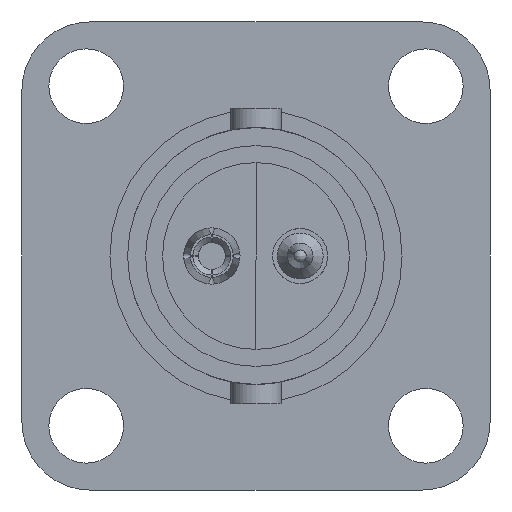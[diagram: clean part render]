
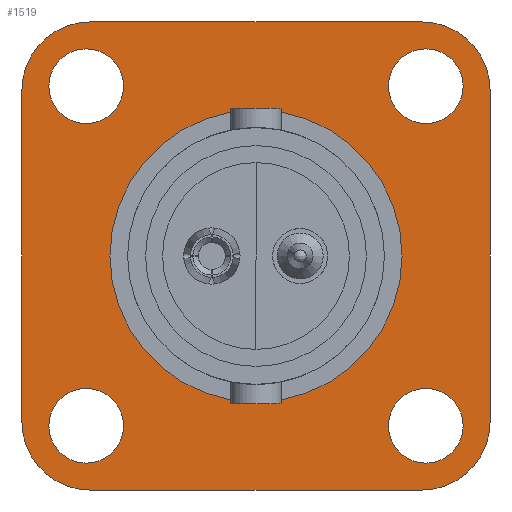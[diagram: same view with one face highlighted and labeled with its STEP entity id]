
A CAD part, left-side view. The second image highlights one B-rep face of the part: STEP entity #1519.
In plain terms, the highlighted planar face has unit normal (-1, 0, 0).
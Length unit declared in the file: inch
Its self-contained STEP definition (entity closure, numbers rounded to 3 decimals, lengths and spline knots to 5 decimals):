
#31 = CIRCLE ( 'NONE', #2680, 0.1 ) ;
#74 = DIRECTION ( 'NONE',  ( 1., 0., 0. ) ) ;
#91 = CARTESIAN_POINT ( 'NONE',  ( 0.62238, 0.24449, -0.24449 ) ) ;
#105 = FACE_BOUND ( 'NONE', #1325, .T. ) ;
#120 = FACE_BOUND ( 'NONE', #1475, .T. ) ;
#135 = CARTESIAN_POINT ( 'NONE',  ( 0.62238, 0.25, 0.25 ) ) ;
#164 = VERTEX_POINT ( 'NONE', #1156 ) ;
#201 = ORIENTED_EDGE ( 'NONE', *, *, #2387, .T. ) ;
#229 = CIRCLE ( 'NONE', #1357, 0.055 ) ;
#253 = CARTESIAN_POINT ( 'NONE',  ( 0.62238, 0.25, -0.195 ) ) ;
#264 = DIRECTION ( 'NONE',  ( 0., 0., 1. ) ) ;
#272 = EDGE_CURVE ( 'NONE', #1023, #1023, #2170, .T. ) ;
#314 = ORIENTED_EDGE ( 'NONE', *, *, #2284, .T. ) ;
#339 = PLANE ( 'NONE',  #1130 ) ;
#353 = CARTESIAN_POINT ( 'NONE',  ( 0.62238, 0.215, 0. ) ) ;
#370 = EDGE_LOOP ( 'NONE', ( #2767 ) ) ;
#386 = FACE_BOUND ( 'NONE', #1827, .T. ) ;
#439 = DIRECTION ( 'NONE',  ( 0., 0., 1. ) ) ;
#448 = DIRECTION ( 'NONE',  ( 0., 0., -1. ) ) ;
#466 = DIRECTION ( 'NONE',  ( 0., 0., 1. ) ) ;
#481 = CARTESIAN_POINT ( 'NONE',  ( 0.62238, -0.34449, -0.34449 ) ) ;
#528 = ORIENTED_EDGE ( 'NONE', *, *, #1558, .T. ) ;
#557 = CIRCLE ( 'NONE', #1022, 0.055 ) ;
#571 = DIRECTION ( 'NONE',  ( -1., 0., 0. ) ) ;
#620 = FACE_BOUND ( 'NONE', #370, .T. ) ;
#674 = EDGE_CURVE ( 'NONE', #2046, #2046, #229, .T. ) ;
#709 = VERTEX_POINT ( 'NONE', #2638 ) ;
#726 = CARTESIAN_POINT ( 'NONE',  ( 0.62238, 0., 0. ) ) ;
#740 = CARTESIAN_POINT ( 'NONE',  ( 0.62238, 0.34449, 0.24449 ) ) ;
#760 = CARTESIAN_POINT ( 'NONE',  ( 0.62238, -0.25, -0.25 ) ) ;
#807 = VERTEX_POINT ( 'NONE', #740 ) ;
#810 = EDGE_LOOP ( 'NONE', ( #893 ) ) ;
#819 = DIRECTION ( 'NONE',  ( 0., 1., 0. ) ) ;
#825 = DIRECTION ( 'NONE',  ( 0., 0., -1. ) ) ;
#868 = LINE ( 'NONE', #2407, #2442 ) ;
#875 = ORIENTED_EDGE ( 'NONE', *, *, #1288, .T. ) ;
#893 = ORIENTED_EDGE ( 'NONE', *, *, #2996, .F. ) ;
#959 = LINE ( 'NONE', #2965, #2798 ) ;
#979 = ORIENTED_EDGE ( 'NONE', *, *, #2810, .F. ) ;
#1019 = VERTEX_POINT ( 'NONE', #2043 ) ;
#1022 = AXIS2_PLACEMENT_3D ( 'NONE', #2850, #2561, #1101 ) ;
#1023 = VERTEX_POINT ( 'NONE', #2033 ) ;
#1031 = DIRECTION ( 'NONE',  ( 0., 0., 1. ) ) ;
#1067 = DIRECTION ( 'NONE',  ( 0., 1., 0. ) ) ;
#1085 = DIRECTION ( 'NONE',  ( 0., 0., -1. ) ) ;
#1101 = DIRECTION ( 'NONE',  ( 0., 0., 1. ) ) ;
#1130 = AXIS2_PLACEMENT_3D ( 'NONE', #353, #74, #819 ) ;
#1156 = CARTESIAN_POINT ( 'NONE',  ( 0.62238, -0.25, 0.305 ) ) ;
#1195 = AXIS2_PLACEMENT_3D ( 'NONE', #1273, #2507, #1031 ) ;
#1202 = CARTESIAN_POINT ( 'NONE',  ( 0.62238, 0.34449, -0.24449 ) ) ;
#1203 = CARTESIAN_POINT ( 'NONE',  ( 0.62238, 0.24449, 0.24449 ) ) ;
#1211 = LINE ( 'NONE', #481, #2334 ) ;
#1229 = VERTEX_POINT ( 'NONE', #2874 ) ;
#1256 = VERTEX_POINT ( 'NONE', #2690 ) ;
#1273 = CARTESIAN_POINT ( 'NONE',  ( 0.62238, -0.25, 0.25 ) ) ;
#1288 = EDGE_CURVE ( 'NONE', #807, #1726, #959, .T. ) ;
#1309 = FACE_OUTER_BOUND ( 'NONE', #1443, .T. ) ;
#1325 = EDGE_LOOP ( 'NONE', ( #2848 ) ) ;
#1357 = AXIS2_PLACEMENT_3D ( 'NONE', #135, #2125, #3107 ) ;
#1384 = DIRECTION ( 'NONE',  ( -1., 0., 0. ) ) ;
#1388 = VECTOR ( 'NONE', #1067, 39.37008 ) ;
#1416 = CARTESIAN_POINT ( 'NONE',  ( 0.62238, -0.25, -0.195 ) ) ;
#1427 = VERTEX_POINT ( 'NONE', #1924 ) ;
#1443 = EDGE_LOOP ( 'NONE', ( #314, #2985, #201, #1793, #528, #2759, #875, #3166 ) ) ;
#1475 = EDGE_LOOP ( 'NONE', ( #979 ) ) ;
#1519 = ADVANCED_FACE ( 'NONE', ( #1309, #105, #120, #386, #620, #1839 ), #339, .F. ) ;
#1531 = AXIS2_PLACEMENT_3D ( 'NONE', #760, #2279, #264 ) ;
#1558 = EDGE_CURVE ( 'NONE', #1427, #2339, #2558, .T. ) ;
#1563 = CIRCLE ( 'NONE', #1730, 0.1 ) ;
#1630 = CARTESIAN_POINT ( 'NONE',  ( 0.62238, -0.24449, -0.24449 ) ) ;
#1654 = CIRCLE ( 'NONE', #1195, 0.055 ) ;
#1682 = VERTEX_POINT ( 'NONE', #1416 ) ;
#1726 = VERTEX_POINT ( 'NONE', #1202 ) ;
#1730 = AXIS2_PLACEMENT_3D ( 'NONE', #1630, #1384, #2155 ) ;
#1793 = ORIENTED_EDGE ( 'NONE', *, *, #2501, .T. ) ;
#1820 = AXIS2_PLACEMENT_3D ( 'NONE', #2520, #2536, #825 ) ;
#1827 = EDGE_LOOP ( 'NONE', ( #1956 ) ) ;
#1839 = FACE_BOUND ( 'NONE', #810, .T. ) ;
#1884 = DIRECTION ( 'NONE',  ( -1., 0., 0. ) ) ;
#1892 = CARTESIAN_POINT ( 'NONE',  ( 0.62238, 0.25, 0.305 ) ) ;
#1924 = CARTESIAN_POINT ( 'NONE',  ( 0.62238, -0.24449, 0.34449 ) ) ;
#1954 = EDGE_CURVE ( 'NONE', #1256, #1229, #1563, .T. ) ;
#1956 = ORIENTED_EDGE ( 'NONE', *, *, #2518, .F. ) ;
#2020 = AXIS2_PLACEMENT_3D ( 'NONE', #726, #1884, #439 ) ;
#2033 = CARTESIAN_POINT ( 'NONE',  ( 0.62238, 0., 0.215 ) ) ;
#2043 = CARTESIAN_POINT ( 'NONE',  ( 0.62238, 0.24449, -0.34449 ) ) ;
#2046 = VERTEX_POINT ( 'NONE', #1892 ) ;
#2125 = DIRECTION ( 'NONE',  ( -1., 0., 0. ) ) ;
#2155 = DIRECTION ( 'NONE',  ( 0., 0., -1. ) ) ;
#2170 = CIRCLE ( 'NONE', #2020, 0.215 ) ;
#2279 = DIRECTION ( 'NONE',  ( -1., 0., 0. ) ) ;
#2284 = EDGE_CURVE ( 'NONE', #1019, #1256, #868, .T. ) ;
#2315 = CIRCLE ( 'NONE', #2827, 0.1 ) ;
#2334 = VECTOR ( 'NONE', #466, 39.37008 ) ;
#2339 = VERTEX_POINT ( 'NONE', #2854 ) ;
#2387 = EDGE_CURVE ( 'NONE', #1229, #709, #1211, .T. ) ;
#2407 = CARTESIAN_POINT ( 'NONE',  ( 0.62238, -0.34449, -0.34449 ) ) ;
#2442 = VECTOR ( 'NONE', #2869, 39.37008 ) ;
#2501 = EDGE_CURVE ( 'NONE', #709, #1427, #3158, .T. ) ;
#2507 = DIRECTION ( 'NONE',  ( -1., 0., 0. ) ) ;
#2518 = EDGE_CURVE ( 'NONE', #164, #164, #1654, .T. ) ;
#2520 = CARTESIAN_POINT ( 'NONE',  ( 0.62238, -0.24449, 0.24449 ) ) ;
#2536 = DIRECTION ( 'NONE',  ( -1., 0., 0. ) ) ;
#2558 = LINE ( 'NONE', #2847, #1388 ) ;
#2561 = DIRECTION ( 'NONE',  ( -1., 0., 0. ) ) ;
#2638 = CARTESIAN_POINT ( 'NONE',  ( 0.62238, -0.34449, 0.24449 ) ) ;
#2680 = AXIS2_PLACEMENT_3D ( 'NONE', #91, #571, #1085 ) ;
#2690 = CARTESIAN_POINT ( 'NONE',  ( 0.62238, -0.24449, -0.34449 ) ) ;
#2696 = DIRECTION ( 'NONE',  ( -1., 0., 0. ) ) ;
#2759 = ORIENTED_EDGE ( 'NONE', *, *, #3088, .T. ) ;
#2767 = ORIENTED_EDGE ( 'NONE', *, *, #674, .F. ) ;
#2798 = VECTOR ( 'NONE', #448, 39.37008 ) ;
#2810 = EDGE_CURVE ( 'NONE', #1682, #1682, #2987, .T. ) ;
#2827 = AXIS2_PLACEMENT_3D ( 'NONE', #1203, #2696, #2863 ) ;
#2847 = CARTESIAN_POINT ( 'NONE',  ( 0.62238, -0.34449, 0.34449 ) ) ;
#2848 = ORIENTED_EDGE ( 'NONE', *, *, #272, .F. ) ;
#2850 = CARTESIAN_POINT ( 'NONE',  ( 0.62238, 0.25, -0.25 ) ) ;
#2854 = CARTESIAN_POINT ( 'NONE',  ( 0.62238, 0.24449, 0.34449 ) ) ;
#2863 = DIRECTION ( 'NONE',  ( 0., 0., -1. ) ) ;
#2869 = DIRECTION ( 'NONE',  ( 0., -1., 0. ) ) ;
#2874 = CARTESIAN_POINT ( 'NONE',  ( 0.62238, -0.34449, -0.24449 ) ) ;
#2965 = CARTESIAN_POINT ( 'NONE',  ( 0.62238, 0.34449, -0.34449 ) ) ;
#2985 = ORIENTED_EDGE ( 'NONE', *, *, #1954, .T. ) ;
#2987 = CIRCLE ( 'NONE', #1531, 0.055 ) ;
#2996 = EDGE_CURVE ( 'NONE', #3187, #3187, #557, .T. ) ;
#3052 = EDGE_CURVE ( 'NONE', #1726, #1019, #31, .T. ) ;
#3088 = EDGE_CURVE ( 'NONE', #2339, #807, #2315, .T. ) ;
#3107 = DIRECTION ( 'NONE',  ( 0., 0., 1. ) ) ;
#3158 = CIRCLE ( 'NONE', #1820, 0.1 ) ;
#3166 = ORIENTED_EDGE ( 'NONE', *, *, #3052, .T. ) ;
#3187 = VERTEX_POINT ( 'NONE', #253 ) ;
